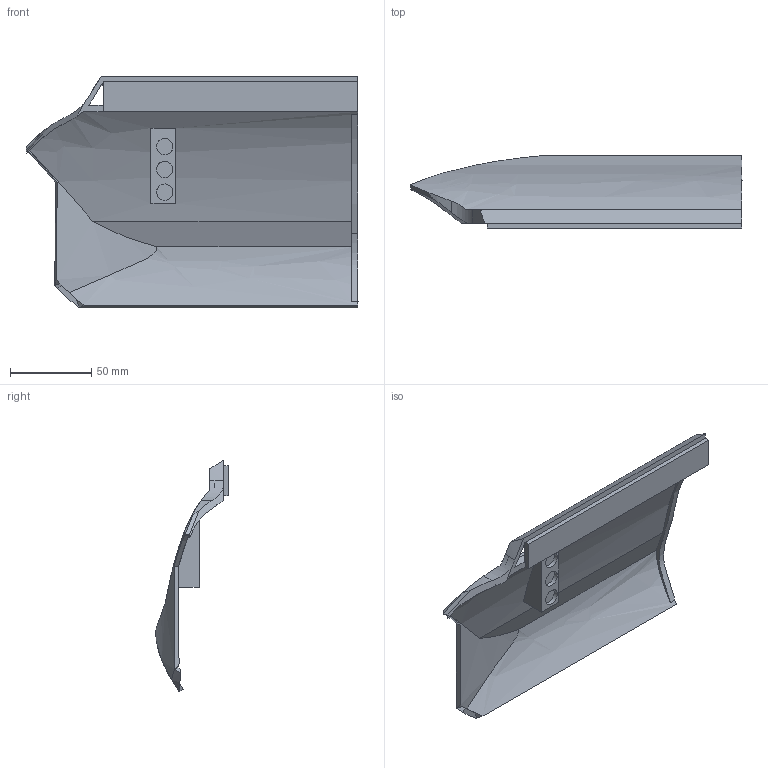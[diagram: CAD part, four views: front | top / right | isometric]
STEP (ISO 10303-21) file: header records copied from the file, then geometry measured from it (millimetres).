
FILE_DESCRIPTION(/* description */ ('Unknown'),/* implementation_level */ '2;1');
FILE_NAME(/* name */ 'Body_hinten_links_4row_print',/* time_stamp */ '2024-05-08T01:07:11+02:00',/* author */ ('Unknown'),/* organization */ ('Unknown'),/* preprocessor_version */ 'ST-DEVELOPER v18.104',/* originating_system */ 'Solid Edge',/* authorisation */ 'Unknown');
FILE_SCHEMA (('AUTOMOTIVE_DESIGN {1 0 10303 214 3 1 1}'));
Length unit declared in the file: millimetre
Products named in the file (1): Body_rearend_right_print
Bounding box: 204.46 x 44.72 x 142.74 mm (x, y, z)
Volume: 98673.4 mm3; surface area: 65791.1 mm2
Topology: 1 solids, 2 shells, 75 faces, 195 edges, 126 vertices
Faces by surface type: plane 38, bspline 28, cylinder 9
Full cylindrical faces by diameter (mm): 10.1 x3
Entity records: 2683 total; most frequent: CARTESIAN_POINT 1058, ORIENTED_EDGE 378, DIRECTION 231, EDGE_CURVE 189, VERTEX_POINT 123, LINE 99, VECTOR 99, EDGE_LOOP 82
